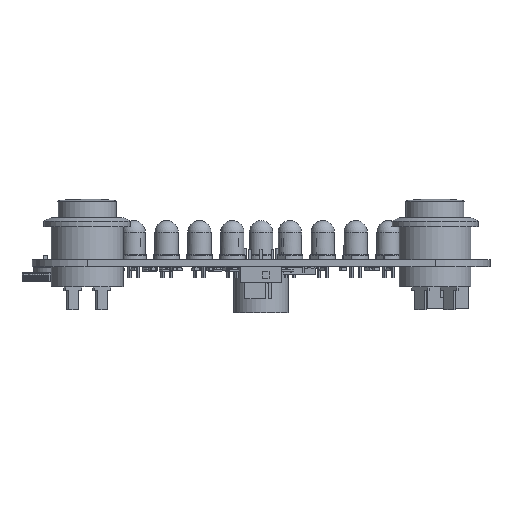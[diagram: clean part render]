
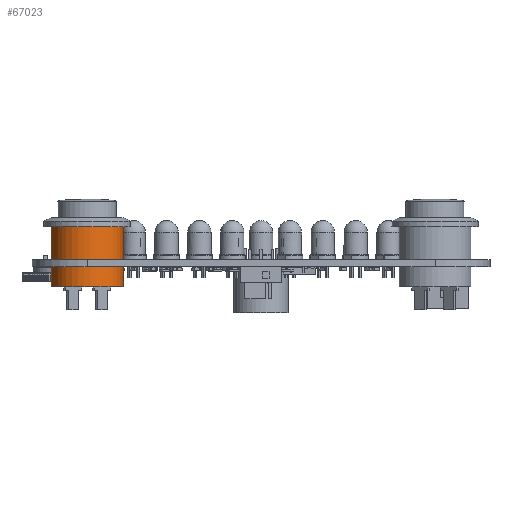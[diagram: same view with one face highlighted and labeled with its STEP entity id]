
A CAD part, front view. The second image highlights one B-rep face of the part: STEP entity #67023.
In plain terms, the highlighted cylindrical face has radius 7.875 mm (diameter 15.75 mm), a full revolution.
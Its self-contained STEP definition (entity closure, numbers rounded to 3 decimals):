
#66985 = EDGE_CURVE('',#66986,#66986,#66988,.T.);
#66986 = VERTEX_POINT('',#66987);
#66987 = CARTESIAN_POINT('',(-7.875,0.,0.));
#66988 = CIRCLE('',#66989,7.875);
#66989 = AXIS2_PLACEMENT_3D('',#66990,#66991,#66992);
#66990 = CARTESIAN_POINT('',(0.,0.,0.));
#66991 = DIRECTION('',(0.,0.,-1.));
#66992 = DIRECTION('',(-1.,0.,0.));
#67023 = ADVANCED_FACE('',(#67024),#67042,.T.);
#67024 = FACE_BOUND('',#67025,.T.);
#67025 = EDGE_LOOP('',(#67026,#67035,#67040,#67041));
#67026 = ORIENTED_EDGE('',*,*,#67027,.T.);
#67027 = EDGE_CURVE('',#67028,#67028,#67030,.T.);
#67028 = VERTEX_POINT('',#67029);
#67029 = CARTESIAN_POINT('',(-7.875,0.,13.15));
#67030 = CIRCLE('',#67031,7.875);
#67031 = AXIS2_PLACEMENT_3D('',#67032,#67033,#67034);
#67032 = CARTESIAN_POINT('',(0.,0.,13.15));
#67033 = DIRECTION('',(0.,0.,-1.));
#67034 = DIRECTION('',(-1.,0.,0.));
#67035 = ORIENTED_EDGE('',*,*,#67036,.T.);
#67036 = EDGE_CURVE('',#67028,#66986,#67037,.T.);
#67037 = B_SPLINE_CURVE_WITH_KNOTS('',1,(#67038,#67039),.UNSPECIFIED.,
  .F.,.F.,(2,2),(-3.575,9.575),.PIECEWISE_BEZIER_KNOTS.);
#67038 = CARTESIAN_POINT('',(-7.875,0.,13.15));
#67039 = CARTESIAN_POINT('',(-7.875,0.,0.));
#67040 = ORIENTED_EDGE('',*,*,#66985,.F.);
#67041 = ORIENTED_EDGE('',*,*,#67036,.F.);
#67042 = CYLINDRICAL_SURFACE('',#67043,7.875);
#67043 = AXIS2_PLACEMENT_3D('',#67044,#67045,#67046);
#67044 = CARTESIAN_POINT('',(0.,0.,9.575));
#67045 = DIRECTION('',(0.,0.,-1.));
#67046 = DIRECTION('',(-1.,0.,0.));
